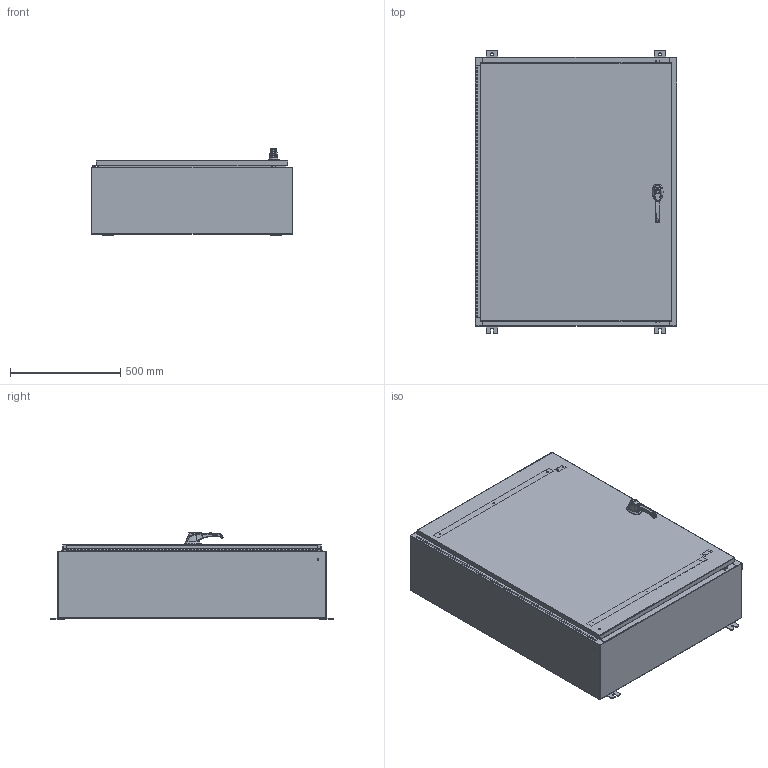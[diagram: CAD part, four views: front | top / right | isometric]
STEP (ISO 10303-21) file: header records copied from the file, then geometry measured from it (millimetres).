
FILE_DESCRIPTION (( 'STEP AP203' ), '1' );
FILE_NAME ('N48H3612SS6WP3PT.STEP', '2014-02-11T17:35:32', ( 'changeme' ), ( 'Microsoft' ), 'SwSTEP 2.0', 'SolidWorks 2013', '' );
FILE_SCHEMA (( 'CONFIG_CONTROL_DESIGN' ));
Length unit declared in the file: inch
Products named in the file (31): N48H3612SS6WP3PT; NMP-SS-RODGUIDES; 297025; 10_30 CD Stud; N48H3612SS6WP3PT Backpanel; N48H3612SS6WP3PT Defeater Handle Rod; 012103_012102; N48H3612SS6WP3PT Defeater Handle Stiffener; N48H3612SS6WP3PT Mounting Studs; N48H3612SS6WP3PT Cover; 00005309_G26103101; 26161102; N48H3612SS6WP3PT Hinge Enclosure Side2; N48H3612SS6WP3PT Body; 2616310101; 297026; N48H3612SS6WP3PT Hinge Cover Side; N48H3612SS6WP3PT Bottom; 00005310_26163101; 21130102; N48H3612SS6WP3PT 125 Pin Hinge; N48H3612SS6WP3PT Top; 022151; 00005090; N48H3612SS6WP3PT Mounting Feet; N48H3612SS6WP3PT 263033_Industrilas; g26103103_26163303; Quarter-20 CD Stud; N48H3612SS6WP3PT Defeater Handle - 3 - 2500-51 ZN; 033060_032151; N48H3612SS6WP3PT Enclosure Stiffener
Assembly tree (55 placements, depth 4):
  N48H3612SS6WP3PT
    N48H3612SS6WP3PT Backpanel
    N48H3612SS6WP3PT Mounting Studs  x8
    N48H3612SS6WP3PT 125 Pin Hinge
      N48H3612SS6WP3PT Hinge Enclosure Side2
      N48H3612SS6WP3PT Hinge Cover Side
    N48H3612SS6WP3PT Mounting Feet  x4
    Quarter-20 CD Stud  x2
    N48H3612SS6WP3PT Enclosure Stiffener  x2
    10_30 CD Stud  x10
    N48H3612SS6WP3PT Defeater Handle Stiffener  x2
    N48H3612SS6WP3PT 263033_Industrilas
      26161102
      297026
      21130102
      00005090
      g26103103_26163303
      033060_032151  x2
      297025
      012103_012102
      00005310_26163101
        00005309_G26103101
        2616310101
      022151
    N48H3612SS6WP3PT Defeater Handle - 3 - 2500-51 ZN
    NMP-SS-RODGUIDES  x2
    N48H3612SS6WP3PT Defeater Handle Rod  x2
    N48H3612SS6WP3PT Cover
    N48H3612SS6WP3PT Body
    N48H3612SS6WP3PT Bottom
    N48H3612SS6WP3PT Top
Bounding box: 914.4 x 1282.7 x 393.57 mm (x, y, z)
Volume: 10752482.3 mm3; surface area: 10522305.5 mm2
Topology: 51 solids, 53 shells, 3400 faces, 8424 edges, 5172 vertices
Faces by surface type: plane 1309, cylinder 1305, bspline 349, cone 345, torus 92
Entity records: 134356 total; most frequent: CARTESIAN_POINT 62122, ORIENTED_EDGE 14798, DIRECTION 13561, EDGE_CURVE 7400, AXIS2_PLACEMENT_3D 4928, VERTEX_POINT 4562, LINE 3705, VECTOR 3705
